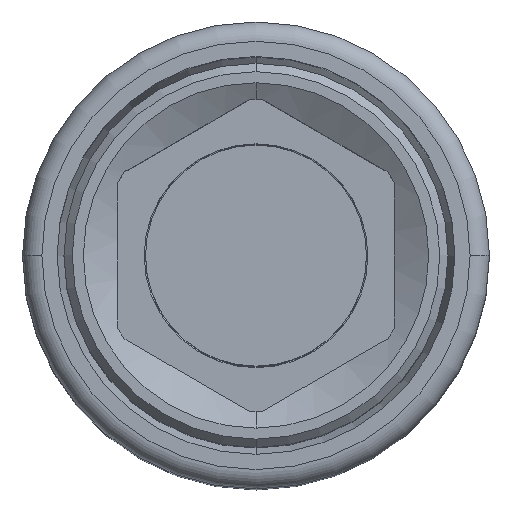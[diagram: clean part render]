
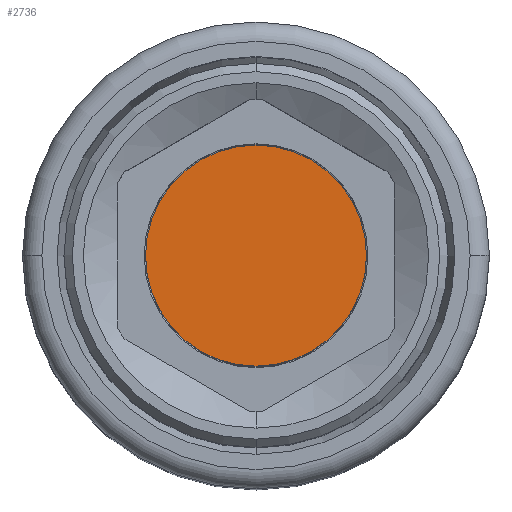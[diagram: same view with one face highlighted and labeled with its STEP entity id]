
A CAD part, top view. The second image highlights one B-rep face of the part: STEP entity #2736.
In plain terms, the highlighted planar face has unit normal (0, 0, 1).
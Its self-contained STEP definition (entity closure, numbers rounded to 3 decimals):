
#2669=CARTESIAN_POINT('',(0.,0.,45.8));
#2670=DIRECTION('',(0.,0.,1.));
#2671=DIRECTION('',(0.,1.,0.));
#2672=AXIS2_PLACEMENT_3D('',#2669,#2670,#2671);
#2674=CARTESIAN_POINT('',(0.,0.,45.8));
#2675=DIRECTION('',(0.,0.,-1.));
#2676=DIRECTION('',(0.,1.,0.));
#2677=AXIS2_PLACEMENT_3D('',#2674,#2675,#2676);
#2680=CARTESIAN_POINT('',(0.,4.,45.8));
#2682=VERTEX_POINT('',#2680);
#2684=CARTESIAN_POINT('',(0.,-4.,45.8));
#2686=VERTEX_POINT('',#2684);
#2727=CARTESIAN_POINT('',(0.,0.,45.8));
#2728=DIRECTION('',(0.,0.,-1.));
#2729=DIRECTION('',(0.,-1.,0.));
#2730=AXIS2_PLACEMENT_3D('',#2727,#2728,#2729);
#2731=PLANE('',#2730);
#2732=ORIENTED_EDGE('',*,*,#2720,.F.);
#2733=ORIENTED_EDGE('',*,*,#2709,.T.);
#2734=EDGE_LOOP('',(#2732,#2733));
#2735=FACE_OUTER_BOUND('',#2734,.F.);
#2736=ADVANCED_FACE('',(#2735),#2731,.F.);
#2673=CIRCLE('',#2672,4.);
#2678=CIRCLE('',#2677,4.);
#2709=EDGE_CURVE('',#2682,#2686,#2678,.T.);
#2720=EDGE_CURVE('',#2682,#2686,#2673,.T.);
